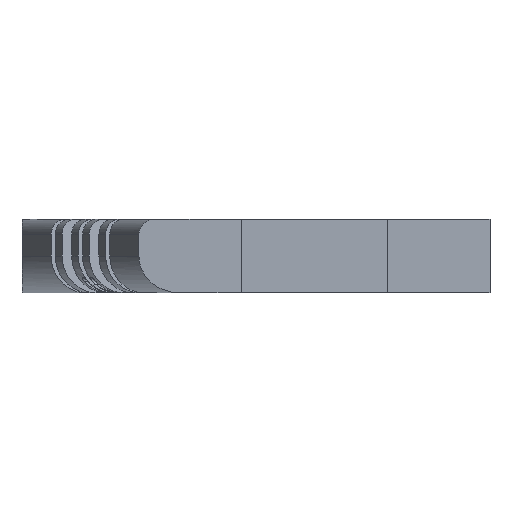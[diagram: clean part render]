
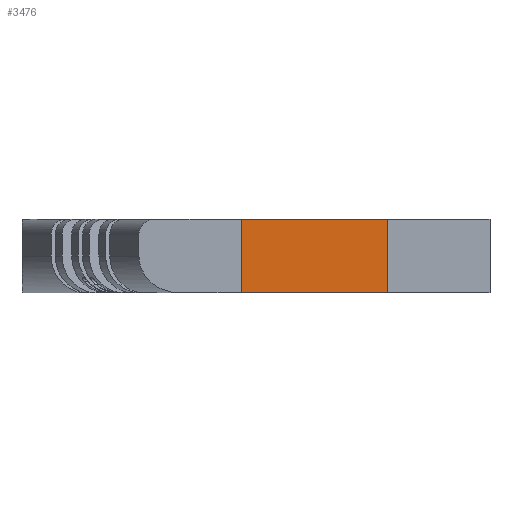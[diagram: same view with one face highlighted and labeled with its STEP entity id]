
A CAD part, front view. The second image highlights one B-rep face of the part: STEP entity #3476.
In plain terms, the highlighted planar face has unit normal (0, -1, 0).
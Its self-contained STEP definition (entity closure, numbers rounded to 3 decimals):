
#357=FACE_OUTER_BOUND('',#538,.T.);
#538=EDGE_LOOP('',(#2403,#2404,#2405,#2406));
#786=LINE('',#5237,#1111);
#787=LINE('',#5239,#1112);
#788=LINE('',#5241,#1113);
#789=LINE('',#5242,#1114);
#1111=VECTOR('',#4209,10.);
#1112=VECTOR('',#4210,10.);
#1113=VECTOR('',#4211,10.);
#1114=VECTOR('',#4212,10.);
#1460=VERTEX_POINT('',#5235);
#1461=VERTEX_POINT('',#5236);
#1462=VERTEX_POINT('',#5238);
#1463=VERTEX_POINT('',#5240);
#1840=EDGE_CURVE('',#1460,#1461,#786,.T.);
#1841=EDGE_CURVE('',#1461,#1462,#787,.T.);
#1842=EDGE_CURVE('',#1462,#1463,#788,.T.);
#1843=EDGE_CURVE('',#1463,#1460,#789,.T.);
#2403=ORIENTED_EDGE('',*,*,#1840,.T.);
#2404=ORIENTED_EDGE('',*,*,#1841,.T.);
#2405=ORIENTED_EDGE('',*,*,#1842,.T.);
#2406=ORIENTED_EDGE('',*,*,#1843,.T.);
#3364=PLANE('',#3703);
#3476=ADVANCED_FACE('',(#357),#3364,.T.);
#3703=AXIS2_PLACEMENT_3D('',#5234,#4207,#4208);
#4207=DIRECTION('center_axis',(0.,-1.,0.));
#4208=DIRECTION('ref_axis',(0.,0.,-1.));
#4209=DIRECTION('',(0.,0.,1.));
#4210=DIRECTION('',(-1.,0.,0.));
#4211=DIRECTION('',(0.,0.,-1.));
#4212=DIRECTION('',(1.,0.,0.));
#5234=CARTESIAN_POINT('Origin',(8.,-45.,5.));
#5235=CARTESIAN_POINT('',(18.,-45.,0.));
#5236=CARTESIAN_POINT('',(18.,-45.,10.));
#5237=CARTESIAN_POINT('',(18.,-45.,0.));
#5238=CARTESIAN_POINT('',(-2.,-45.,10.));
#5239=CARTESIAN_POINT('',(18.,-45.,10.));
#5240=CARTESIAN_POINT('',(-2.,-45.,0.));
#5241=CARTESIAN_POINT('',(-2.,-45.,10.));
#5242=CARTESIAN_POINT('',(-2.,-45.,0.));
